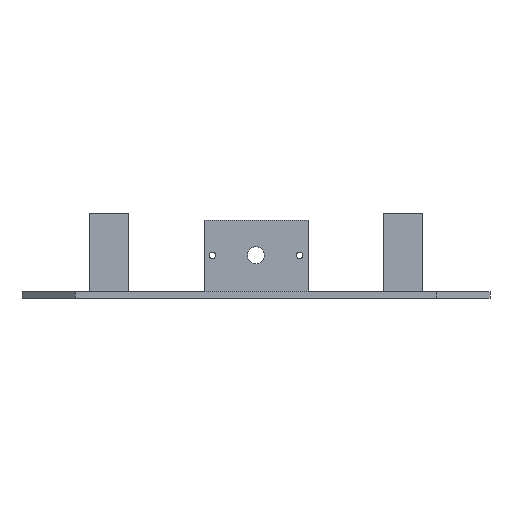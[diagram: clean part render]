
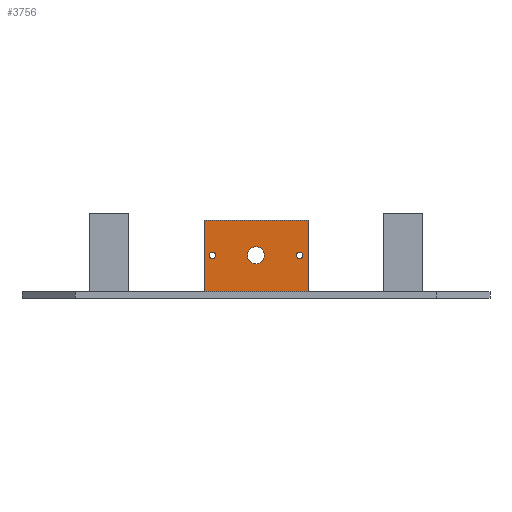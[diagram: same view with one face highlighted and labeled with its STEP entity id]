
A CAD part, left-side view. The second image highlights one B-rep face of the part: STEP entity #3756.
In plain terms, the highlighted planar face has unit normal (-1, 0, 0).
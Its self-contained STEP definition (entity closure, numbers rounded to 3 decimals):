
#305 = PLANE('',#306);
#306 = AXIS2_PLACEMENT_3D('',#307,#308,#309);
#307 = CARTESIAN_POINT('',(-141.,-180.,-2.5));
#308 = DIRECTION('',(-1.,0.,0.));
#309 = DIRECTION('',(0.,1.,0.));
#668 = VERTEX_POINT('',#669);
#669 = CARTESIAN_POINT('',(-141.,40.,2.5));
#706 = PLANE('',#707);
#707 = AXIS2_PLACEMENT_3D('',#708,#709,#710);
#708 = CARTESIAN_POINT('',(-141.,40.,2.5));
#709 = DIRECTION('',(0.,1.,0.));
#710 = DIRECTION('',(1.,0.,0.));
#747 = VERTEX_POINT('',#748);
#748 = CARTESIAN_POINT('',(-141.,-40.,2.5));
#762 = PLANE('',#763);
#763 = AXIS2_PLACEMENT_3D('',#764,#765,#766);
#764 = CARTESIAN_POINT('',(-139.,-40.,2.5));
#765 = DIRECTION('',(0.,-1.,0.));
#766 = DIRECTION('',(-1.,0.,0.));
#1825 = EDGE_CURVE('',#747,#668,#1826,.T.);
#1826 = SURFACE_CURVE('',#1827,(#1831,#1838),.PCURVE_S1.);
#1827 = LINE('',#1828,#1829);
#1828 = CARTESIAN_POINT('',(-141.,-40.,2.5));
#1829 = VECTOR('',#1830,1.);
#1830 = DIRECTION('',(0.,1.,0.));
#1831 = PCURVE('',#305,#1832);
#1832 = DEFINITIONAL_REPRESENTATION('',(#1833),#1837);
#1833 = LINE('',#1834,#1835);
#1834 = CARTESIAN_POINT('',(140.,-5.));
#1835 = VECTOR('',#1836,1.);
#1836 = DIRECTION('',(1.,0.));
#1837 = ( GEOMETRIC_REPRESENTATION_CONTEXT(2) 
PARAMETRIC_REPRESENTATION_CONTEXT() REPRESENTATION_CONTEXT('2D SPACE',''
  ) );
#1838 = PCURVE('',#1839,#1844);
#1839 = PLANE('',#1840);
#1840 = AXIS2_PLACEMENT_3D('',#1841,#1842,#1843);
#1841 = CARTESIAN_POINT('',(-141.,-40.,2.5));
#1842 = DIRECTION('',(-1.,0.,0.));
#1843 = DIRECTION('',(0.,1.,0.));
#1844 = DEFINITIONAL_REPRESENTATION('',(#1845),#1849);
#1845 = LINE('',#1846,#1847);
#1846 = CARTESIAN_POINT('',(0.,0.));
#1847 = VECTOR('',#1848,1.);
#1848 = DIRECTION('',(1.,0.));
#1849 = ( GEOMETRIC_REPRESENTATION_CONTEXT(2) 
PARAMETRIC_REPRESENTATION_CONTEXT() REPRESENTATION_CONTEXT('2D SPACE',''
  ) );
#2496 = VERTEX_POINT('',#2497);
#2497 = CARTESIAN_POINT('',(-141.,-40.,57.5));
#2511 = PLANE('',#2512);
#2512 = AXIS2_PLACEMENT_3D('',#2513,#2514,#2515);
#2513 = CARTESIAN_POINT('',(-141.,40.,57.5));
#2514 = DIRECTION('',(0.,0.,1.));
#2515 = DIRECTION('',(1.,0.,0.));
#2523 = EDGE_CURVE('',#747,#2496,#2524,.T.);
#2524 = SURFACE_CURVE('',#2525,(#2529,#2536),.PCURVE_S1.);
#2525 = LINE('',#2526,#2527);
#2526 = CARTESIAN_POINT('',(-141.,-40.,2.5));
#2527 = VECTOR('',#2528,1.);
#2528 = DIRECTION('',(0.,0.,1.));
#2529 = PCURVE('',#762,#2530);
#2530 = DEFINITIONAL_REPRESENTATION('',(#2531),#2535);
#2531 = LINE('',#2532,#2533);
#2532 = CARTESIAN_POINT('',(2.,0.));
#2533 = VECTOR('',#2534,1.);
#2534 = DIRECTION('',(0.,-1.));
#2535 = ( GEOMETRIC_REPRESENTATION_CONTEXT(2) 
PARAMETRIC_REPRESENTATION_CONTEXT() REPRESENTATION_CONTEXT('2D SPACE',''
  ) );
#2536 = PCURVE('',#1839,#2537);
#2537 = DEFINITIONAL_REPRESENTATION('',(#2538),#2542);
#2538 = LINE('',#2539,#2540);
#2539 = CARTESIAN_POINT('',(0.,0.));
#2540 = VECTOR('',#2541,1.);
#2541 = DIRECTION('',(0.,-1.));
#2542 = ( GEOMETRIC_REPRESENTATION_CONTEXT(2) 
PARAMETRIC_REPRESENTATION_CONTEXT() REPRESENTATION_CONTEXT('2D SPACE',''
  ) );
#2617 = CYLINDRICAL_SURFACE('',#2618,2.5);
#2618 = AXIS2_PLACEMENT_3D('',#2619,#2620,#2621);
#2619 = CARTESIAN_POINT('',(-141.,-33.5,30.5));
#2620 = DIRECTION('',(-1.,0.,0.));
#2621 = DIRECTION('',(0.,-1.,0.));
#2652 = CYLINDRICAL_SURFACE('',#2653,6.5);
#2653 = AXIS2_PLACEMENT_3D('',#2654,#2655,#2656);
#2654 = CARTESIAN_POINT('',(-141.,0.052,30.529));
#2655 = DIRECTION('',(-1.,0.,0.));
#2656 = DIRECTION('',(0.,-1.,0.));
#2687 = CYLINDRICAL_SURFACE('',#2688,2.5);
#2688 = AXIS2_PLACEMENT_3D('',#2689,#2690,#2691);
#2689 = CARTESIAN_POINT('',(-141.,33.5,30.5));
#2690 = DIRECTION('',(-1.,0.,0.));
#2691 = DIRECTION('',(0.,-1.,0.));
#2702 = EDGE_CURVE('',#668,#2703,#2705,.T.);
#2703 = VERTEX_POINT('',#2704);
#2704 = CARTESIAN_POINT('',(-141.,40.,57.5));
#2705 = SURFACE_CURVE('',#2706,(#2710,#2717),.PCURVE_S1.);
#2706 = LINE('',#2707,#2708);
#2707 = CARTESIAN_POINT('',(-141.,40.,2.5));
#2708 = VECTOR('',#2709,1.);
#2709 = DIRECTION('',(0.,0.,1.));
#2710 = PCURVE('',#706,#2711);
#2711 = DEFINITIONAL_REPRESENTATION('',(#2712),#2716);
#2712 = LINE('',#2713,#2714);
#2713 = CARTESIAN_POINT('',(0.,0.));
#2714 = VECTOR('',#2715,1.);
#2715 = DIRECTION('',(0.,-1.));
#2716 = ( GEOMETRIC_REPRESENTATION_CONTEXT(2) 
PARAMETRIC_REPRESENTATION_CONTEXT() REPRESENTATION_CONTEXT('2D SPACE',''
  ) );
#2717 = PCURVE('',#1839,#2718);
#2718 = DEFINITIONAL_REPRESENTATION('',(#2719),#2723);
#2719 = LINE('',#2720,#2721);
#2720 = CARTESIAN_POINT('',(80.,0.));
#2721 = VECTOR('',#2722,1.);
#2722 = DIRECTION('',(0.,-1.));
#2723 = ( GEOMETRIC_REPRESENTATION_CONTEXT(2) 
PARAMETRIC_REPRESENTATION_CONTEXT() REPRESENTATION_CONTEXT('2D SPACE',''
  ) );
#3756 = ADVANCED_FACE('',(#3757,#3783,#3809,#3835),#1839,.T.);
#3757 = FACE_BOUND('',#3758,.T.);
#3758 = EDGE_LOOP('',(#3759,#3760,#3781,#3782));
#3759 = ORIENTED_EDGE('',*,*,#2523,.T.);
#3760 = ORIENTED_EDGE('',*,*,#3761,.T.);
#3761 = EDGE_CURVE('',#2496,#2703,#3762,.T.);
#3762 = SURFACE_CURVE('',#3763,(#3767,#3774),.PCURVE_S1.);
#3763 = LINE('',#3764,#3765);
#3764 = CARTESIAN_POINT('',(-141.,-40.,57.5));
#3765 = VECTOR('',#3766,1.);
#3766 = DIRECTION('',(0.,1.,0.));
#3767 = PCURVE('',#1839,#3768);
#3768 = DEFINITIONAL_REPRESENTATION('',(#3769),#3773);
#3769 = LINE('',#3770,#3771);
#3770 = CARTESIAN_POINT('',(0.,-55.));
#3771 = VECTOR('',#3772,1.);
#3772 = DIRECTION('',(1.,0.));
#3773 = ( GEOMETRIC_REPRESENTATION_CONTEXT(2) 
PARAMETRIC_REPRESENTATION_CONTEXT() REPRESENTATION_CONTEXT('2D SPACE',''
  ) );
#3774 = PCURVE('',#2511,#3775);
#3775 = DEFINITIONAL_REPRESENTATION('',(#3776),#3780);
#3776 = LINE('',#3777,#3778);
#3777 = CARTESIAN_POINT('',(0.,-80.));
#3778 = VECTOR('',#3779,1.);
#3779 = DIRECTION('',(0.,1.));
#3780 = ( GEOMETRIC_REPRESENTATION_CONTEXT(2) 
PARAMETRIC_REPRESENTATION_CONTEXT() REPRESENTATION_CONTEXT('2D SPACE',''
  ) );
#3781 = ORIENTED_EDGE('',*,*,#2702,.F.);
#3782 = ORIENTED_EDGE('',*,*,#1825,.F.);
#3783 = FACE_BOUND('',#3784,.T.);
#3784 = EDGE_LOOP('',(#3785));
#3785 = ORIENTED_EDGE('',*,*,#3786,.F.);
#3786 = EDGE_CURVE('',#3787,#3787,#3789,.T.);
#3787 = VERTEX_POINT('',#3788);
#3788 = CARTESIAN_POINT('',(-141.,-36.,30.5));
#3789 = SURFACE_CURVE('',#3790,(#3795,#3802),.PCURVE_S1.);
#3790 = CIRCLE('',#3791,2.5);
#3791 = AXIS2_PLACEMENT_3D('',#3792,#3793,#3794);
#3792 = CARTESIAN_POINT('',(-141.,-33.5,30.5));
#3793 = DIRECTION('',(-1.,0.,0.));
#3794 = DIRECTION('',(0.,-1.,0.));
#3795 = PCURVE('',#1839,#3796);
#3796 = DEFINITIONAL_REPRESENTATION('',(#3797),#3801);
#3797 = CIRCLE('',#3798,2.5);
#3798 = AXIS2_PLACEMENT_2D('',#3799,#3800);
#3799 = CARTESIAN_POINT('',(6.5,-28.));
#3800 = DIRECTION('',(-1.,0.));
#3801 = ( GEOMETRIC_REPRESENTATION_CONTEXT(2) 
PARAMETRIC_REPRESENTATION_CONTEXT() REPRESENTATION_CONTEXT('2D SPACE',''
  ) );
#3802 = PCURVE('',#2617,#3803);
#3803 = DEFINITIONAL_REPRESENTATION('',(#3804),#3808);
#3804 = LINE('',#3805,#3806);
#3805 = CARTESIAN_POINT('',(0.,0.));
#3806 = VECTOR('',#3807,1.);
#3807 = DIRECTION('',(1.,0.));
#3808 = ( GEOMETRIC_REPRESENTATION_CONTEXT(2) 
PARAMETRIC_REPRESENTATION_CONTEXT() REPRESENTATION_CONTEXT('2D SPACE',''
  ) );
#3809 = FACE_BOUND('',#3810,.T.);
#3810 = EDGE_LOOP('',(#3811));
#3811 = ORIENTED_EDGE('',*,*,#3812,.F.);
#3812 = EDGE_CURVE('',#3813,#3813,#3815,.T.);
#3813 = VERTEX_POINT('',#3814);
#3814 = CARTESIAN_POINT('',(-141.,-6.448,30.529));
#3815 = SURFACE_CURVE('',#3816,(#3821,#3828),.PCURVE_S1.);
#3816 = CIRCLE('',#3817,6.5);
#3817 = AXIS2_PLACEMENT_3D('',#3818,#3819,#3820);
#3818 = CARTESIAN_POINT('',(-141.,0.052,30.529));
#3819 = DIRECTION('',(-1.,0.,0.));
#3820 = DIRECTION('',(0.,-1.,0.));
#3821 = PCURVE('',#1839,#3822);
#3822 = DEFINITIONAL_REPRESENTATION('',(#3823),#3827);
#3823 = CIRCLE('',#3824,6.5);
#3824 = AXIS2_PLACEMENT_2D('',#3825,#3826);
#3825 = CARTESIAN_POINT('',(40.052,-28.029));
#3826 = DIRECTION('',(-1.,0.));
#3827 = ( GEOMETRIC_REPRESENTATION_CONTEXT(2) 
PARAMETRIC_REPRESENTATION_CONTEXT() REPRESENTATION_CONTEXT('2D SPACE',''
  ) );
#3828 = PCURVE('',#2652,#3829);
#3829 = DEFINITIONAL_REPRESENTATION('',(#3830),#3834);
#3830 = LINE('',#3831,#3832);
#3831 = CARTESIAN_POINT('',(0.,0.));
#3832 = VECTOR('',#3833,1.);
#3833 = DIRECTION('',(1.,0.));
#3834 = ( GEOMETRIC_REPRESENTATION_CONTEXT(2) 
PARAMETRIC_REPRESENTATION_CONTEXT() REPRESENTATION_CONTEXT('2D SPACE',''
  ) );
#3835 = FACE_BOUND('',#3836,.T.);
#3836 = EDGE_LOOP('',(#3837));
#3837 = ORIENTED_EDGE('',*,*,#3838,.F.);
#3838 = EDGE_CURVE('',#3839,#3839,#3841,.T.);
#3839 = VERTEX_POINT('',#3840);
#3840 = CARTESIAN_POINT('',(-141.,31.,30.5));
#3841 = SURFACE_CURVE('',#3842,(#3847,#3854),.PCURVE_S1.);
#3842 = CIRCLE('',#3843,2.5);
#3843 = AXIS2_PLACEMENT_3D('',#3844,#3845,#3846);
#3844 = CARTESIAN_POINT('',(-141.,33.5,30.5));
#3845 = DIRECTION('',(-1.,0.,0.));
#3846 = DIRECTION('',(0.,-1.,0.));
#3847 = PCURVE('',#1839,#3848);
#3848 = DEFINITIONAL_REPRESENTATION('',(#3849),#3853);
#3849 = CIRCLE('',#3850,2.5);
#3850 = AXIS2_PLACEMENT_2D('',#3851,#3852);
#3851 = CARTESIAN_POINT('',(73.5,-28.));
#3852 = DIRECTION('',(-1.,0.));
#3853 = ( GEOMETRIC_REPRESENTATION_CONTEXT(2) 
PARAMETRIC_REPRESENTATION_CONTEXT() REPRESENTATION_CONTEXT('2D SPACE',''
  ) );
#3854 = PCURVE('',#2687,#3855);
#3855 = DEFINITIONAL_REPRESENTATION('',(#3856),#3860);
#3856 = LINE('',#3857,#3858);
#3857 = CARTESIAN_POINT('',(0.,0.));
#3858 = VECTOR('',#3859,1.);
#3859 = DIRECTION('',(1.,0.));
#3860 = ( GEOMETRIC_REPRESENTATION_CONTEXT(2) 
PARAMETRIC_REPRESENTATION_CONTEXT() REPRESENTATION_CONTEXT('2D SPACE',''
  ) );
